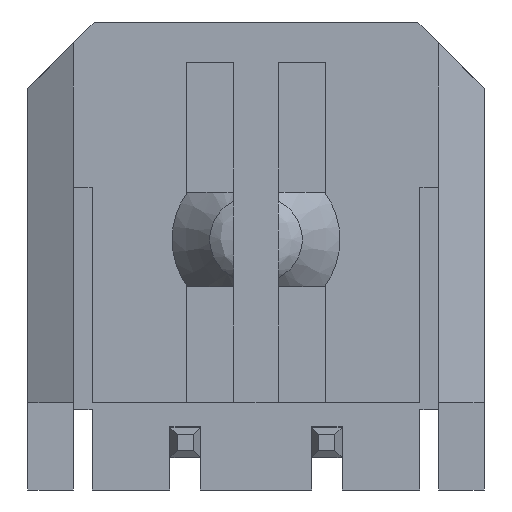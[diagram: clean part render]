
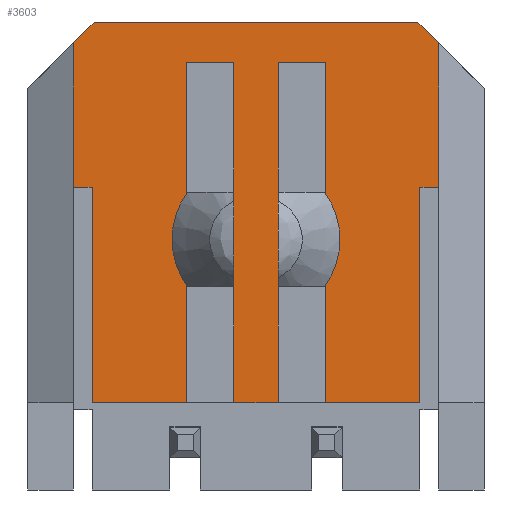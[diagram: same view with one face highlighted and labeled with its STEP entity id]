
A CAD part, front view. The second image highlights one B-rep face of the part: STEP entity #3603.
In plain terms, the highlighted planar face has unit normal (0, -1, 0).
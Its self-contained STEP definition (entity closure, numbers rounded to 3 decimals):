
#272=FACE_OUTER_BOUND('',#463,.T.);
#463=EDGE_LOOP('',(#2727,#2728,#2729,#2730,#2731,#2732,#2733,#2734,#2735,
#2736,#2737,#2738,#2739,#2740,#2741,#2742,#2743,#2744));
#839=LINE('',#5331,#1314);
#840=LINE('',#5335,#1315);
#841=LINE('',#5337,#1316);
#842=LINE('',#5339,#1317);
#843=LINE('',#5341,#1318);
#844=LINE('',#5343,#1319);
#845=LINE('',#5345,#1320);
#846=LINE('',#5347,#1321);
#847=LINE('',#5348,#1322);
#848=LINE('',#5350,#1323);
#849=LINE('',#5352,#1324);
#850=LINE('',#5354,#1325);
#851=LINE('',#5356,#1326);
#852=LINE('',#5358,#1327);
#853=LINE('',#5360,#1328);
#854=LINE('',#5362,#1329);
#855=LINE('',#5364,#1330);
#856=LINE('',#5365,#1331);
#1314=VECTOR('',#4338,3.06);
#1315=VECTOR('',#4341,7.2);
#1316=VECTOR('',#4342,0.95);
#1317=VECTOR('',#4343,7.2);
#1318=VECTOR('',#4344,1.);
#1319=VECTOR('',#4345,7.2);
#1320=VECTOR('',#4346,1.99);
#1321=VECTOR('',#4347,4.55);
#1322=VECTOR('',#4348,0.4);
#1323=VECTOR('',#4349,0.622);
#1324=VECTOR('',#4350,6.85);
#1325=VECTOR('',#4351,0.622);
#1326=VECTOR('',#4352,3.06);
#1327=VECTOR('',#4353,0.4);
#1328=VECTOR('',#4354,4.55);
#1329=VECTOR('',#4355,1.99);
#1330=VECTOR('',#4356,7.2);
#1331=VECTOR('',#4357,1.);
#1658=VERTEX_POINT('',#5136);
#1719=VERTEX_POINT('',#5329);
#1720=VERTEX_POINT('',#5333);
#1721=VERTEX_POINT('',#5334);
#1722=VERTEX_POINT('',#5336);
#1723=VERTEX_POINT('',#5338);
#1724=VERTEX_POINT('',#5340);
#1725=VERTEX_POINT('',#5342);
#1726=VERTEX_POINT('',#5344);
#1727=VERTEX_POINT('',#5346);
#1728=VERTEX_POINT('',#5349);
#1729=VERTEX_POINT('',#5351);
#1730=VERTEX_POINT('',#5353);
#1731=VERTEX_POINT('',#5355);
#1732=VERTEX_POINT('',#5357);
#1733=VERTEX_POINT('',#5359);
#1734=VERTEX_POINT('',#5361);
#1735=VERTEX_POINT('',#5363);
#2107=EDGE_CURVE('',#1719,#1658,#839,.T.);
#2108=EDGE_CURVE('',#1720,#1721,#840,.T.);
#2109=EDGE_CURVE('',#1722,#1721,#841,.T.);
#2110=EDGE_CURVE('',#1722,#1723,#842,.T.);
#2111=EDGE_CURVE('',#1724,#1723,#843,.T.);
#2112=EDGE_CURVE('',#1725,#1724,#844,.T.);
#2113=EDGE_CURVE('',#1726,#1725,#845,.T.);
#2114=EDGE_CURVE('',#1727,#1726,#846,.T.);
#2115=EDGE_CURVE('',#1658,#1727,#847,.T.);
#2116=EDGE_CURVE('',#1719,#1728,#848,.T.);
#2117=EDGE_CURVE('',#1729,#1728,#849,.T.);
#2118=EDGE_CURVE('',#1729,#1730,#850,.T.);
#2119=EDGE_CURVE('',#1731,#1730,#851,.T.);
#2120=EDGE_CURVE('',#1732,#1731,#852,.T.);
#2121=EDGE_CURVE('',#1733,#1732,#853,.T.);
#2122=EDGE_CURVE('',#1734,#1733,#854,.T.);
#2123=EDGE_CURVE('',#1734,#1735,#855,.T.);
#2124=EDGE_CURVE('',#1735,#1720,#856,.T.);
#2727=ORIENTED_EDGE('',*,*,#2108,.T.);
#2728=ORIENTED_EDGE('',*,*,#2109,.F.);
#2729=ORIENTED_EDGE('',*,*,#2110,.T.);
#2730=ORIENTED_EDGE('',*,*,#2111,.F.);
#2731=ORIENTED_EDGE('',*,*,#2112,.F.);
#2732=ORIENTED_EDGE('',*,*,#2113,.F.);
#2733=ORIENTED_EDGE('',*,*,#2114,.F.);
#2734=ORIENTED_EDGE('',*,*,#2115,.F.);
#2735=ORIENTED_EDGE('',*,*,#2107,.F.);
#2736=ORIENTED_EDGE('',*,*,#2116,.T.);
#2737=ORIENTED_EDGE('',*,*,#2117,.F.);
#2738=ORIENTED_EDGE('',*,*,#2118,.T.);
#2739=ORIENTED_EDGE('',*,*,#2119,.F.);
#2740=ORIENTED_EDGE('',*,*,#2120,.F.);
#2741=ORIENTED_EDGE('',*,*,#2121,.F.);
#2742=ORIENTED_EDGE('',*,*,#2122,.F.);
#2743=ORIENTED_EDGE('',*,*,#2123,.T.);
#2744=ORIENTED_EDGE('',*,*,#2124,.T.);
#3422=PLANE('',#3814);
#3603=ADVANCED_FACE('',(#272),#3422,.T.);
#3814=AXIS2_PLACEMENT_3D('',#5332,#4339,#4340);
#4338=DIRECTION('',(0.,0.,-1.));
#4339=DIRECTION('center_axis',(0.,-1.,0.));
#4340=DIRECTION('ref_axis',(0.,0.,-1.));
#4341=DIRECTION('',(0.,0.,-1.));
#4342=DIRECTION('',(-1.,0.,0.));
#4343=DIRECTION('',(0.,0.,1.));
#4344=DIRECTION('',(-1.,0.,0.));
#4345=DIRECTION('',(0.,0.,1.));
#4346=DIRECTION('',(-1.,0.,0.));
#4347=DIRECTION('',(0.,0.,-1.));
#4348=DIRECTION('',(-1.,0.,0.));
#4349=DIRECTION('',(-0.707,0.,0.707));
#4350=DIRECTION('',(1.,0.,0.));
#4351=DIRECTION('',(-0.707,0.,-0.707));
#4352=DIRECTION('',(0.,0.,1.));
#4353=DIRECTION('',(-1.,0.,0.));
#4354=DIRECTION('',(0.,0.,1.));
#4355=DIRECTION('',(-1.,0.,0.));
#4356=DIRECTION('',(0.,0.,1.));
#4357=DIRECTION('',(1.,0.,0.));
#5136=CARTESIAN_POINT('',(3.865,-1.93,1.45));
#5329=CARTESIAN_POINT('',(3.865,-1.93,4.51));
#5331=CARTESIAN_POINT('',(3.865,-1.93,4.51));
#5332=CARTESIAN_POINT('Origin',(-4.825,-1.93,4.95));
#5333=CARTESIAN_POINT('',(-0.475,-1.93,4.1));
#5334=CARTESIAN_POINT('',(-0.475,-1.93,-3.1));
#5335=CARTESIAN_POINT('',(-0.475,-1.93,4.1));
#5336=CARTESIAN_POINT('',(0.475,-1.93,-3.1));
#5337=CARTESIAN_POINT('',(0.475,-1.93,-3.1));
#5338=CARTESIAN_POINT('',(0.475,-1.93,4.1));
#5339=CARTESIAN_POINT('',(0.475,-1.93,-3.1));
#5340=CARTESIAN_POINT('',(1.475,-1.93,4.1));
#5341=CARTESIAN_POINT('',(1.475,-1.93,4.1));
#5342=CARTESIAN_POINT('',(1.475,-1.93,-3.1));
#5343=CARTESIAN_POINT('',(1.475,-1.93,-3.1));
#5344=CARTESIAN_POINT('',(3.465,-1.93,-3.1));
#5345=CARTESIAN_POINT('',(3.465,-1.93,-3.1));
#5346=CARTESIAN_POINT('',(3.465,-1.93,1.45));
#5347=CARTESIAN_POINT('',(3.465,-1.93,1.45));
#5348=CARTESIAN_POINT('',(3.865,-1.93,1.45));
#5349=CARTESIAN_POINT('',(3.425,-1.93,4.95));
#5350=CARTESIAN_POINT('',(3.865,-1.93,4.51));
#5351=CARTESIAN_POINT('',(-3.425,-1.93,4.95));
#5352=CARTESIAN_POINT('',(-3.425,-1.93,4.95));
#5353=CARTESIAN_POINT('',(-3.865,-1.93,4.51));
#5354=CARTESIAN_POINT('',(-3.425,-1.93,4.95));
#5355=CARTESIAN_POINT('',(-3.865,-1.93,1.45));
#5356=CARTESIAN_POINT('',(-3.865,-1.93,1.45));
#5357=CARTESIAN_POINT('',(-3.465,-1.93,1.45));
#5358=CARTESIAN_POINT('',(-3.465,-1.93,1.45));
#5359=CARTESIAN_POINT('',(-3.465,-1.93,-3.1));
#5360=CARTESIAN_POINT('',(-3.465,-1.93,-3.1));
#5361=CARTESIAN_POINT('',(-1.475,-1.93,-3.1));
#5362=CARTESIAN_POINT('',(-1.475,-1.93,-3.1));
#5363=CARTESIAN_POINT('',(-1.475,-1.93,4.1));
#5364=CARTESIAN_POINT('',(-1.475,-1.93,-3.1));
#5365=CARTESIAN_POINT('',(-1.475,-1.93,4.1));
